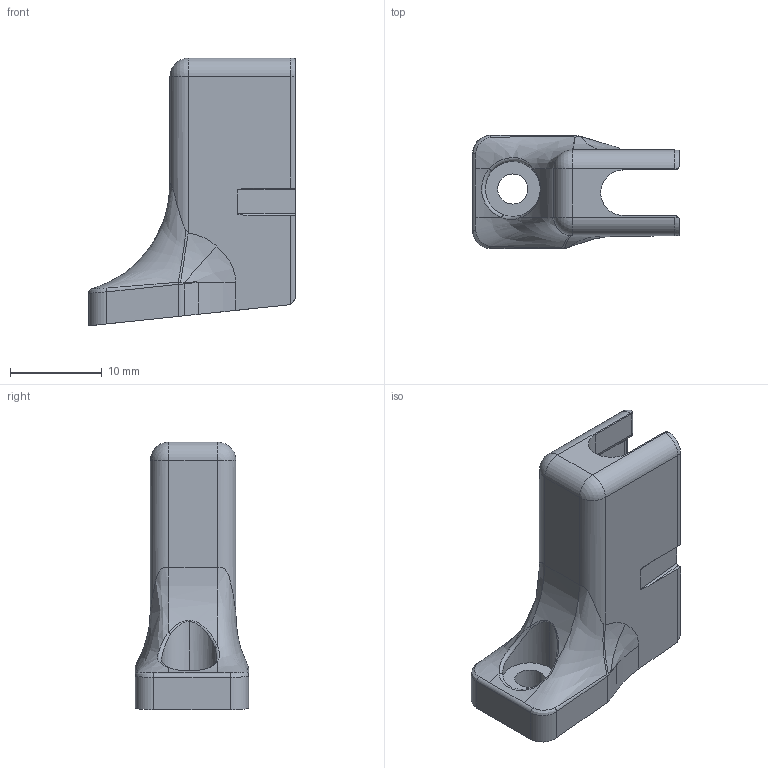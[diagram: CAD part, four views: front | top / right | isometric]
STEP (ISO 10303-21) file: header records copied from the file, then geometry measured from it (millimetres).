
FILE_DESCRIPTION (( 'STEP AP214' ), '1' );
FILE_NAME ('FOR TYPE-C CABLE.STEP', '2022-12-19T10:03:43', ( 'Windows User' ), ( 'P R C' ), 'SwSTEP 2.0', 'SolidWorks 2022', '' );
FILE_SCHEMA (( 'AUTOMOTIVE_DESIGN' ));
Length unit declared in the file: millimetre
Products named in the file (1): FOR TYPE-C CABLE
Bounding box: 22.59 x 12.36 x 29.23 mm (x, y, z)
Volume: 2081 mm3; surface area: 2307.8 mm2
Topology: 1 solids, 1 shells, 112 faces, 282 edges, 168 vertices
Faces by surface type: cylinder 49, plane 28, bspline 24, sphere 6, torus 5
Entity records: 9392 total; most frequent: CARTESIAN_POINT 6974, ORIENTED_EDGE 556, DIRECTION 432, EDGE_CURVE 278, VERTEX_POINT 168, AXIS2_PLACEMENT_3D 161, EDGE_LOOP 114, ADVANCED_FACE 112
